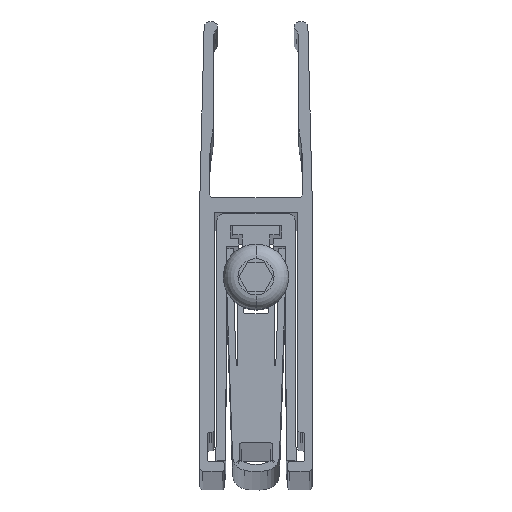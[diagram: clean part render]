
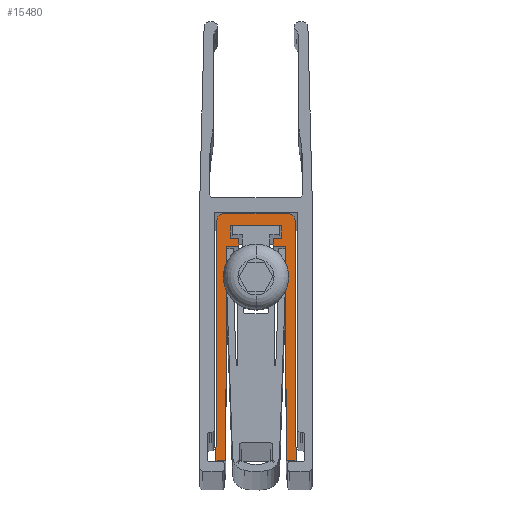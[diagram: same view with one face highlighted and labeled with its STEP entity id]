
A CAD part, top view. The second image highlights one B-rep face of the part: STEP entity #15480.
In plain terms, the highlighted planar face has unit normal (0, 0, 1).
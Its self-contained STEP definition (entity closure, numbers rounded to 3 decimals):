
#229 = VECTOR ( 'NONE', #22373, 1000. ) ;
#297 = CARTESIAN_POINT ( 'NONE',  ( 4.1, -25.3, 1084. ) ) ;
#621 = EDGE_CURVE ( 'NONE', #35015, #21919, #24645, .T. ) ;
#641 = CARTESIAN_POINT ( 'NONE',  ( -1.75, -2.55, 1084. ) ) ;
#709 = CARTESIAN_POINT ( 'NONE',  ( 1.75, -2.55, 1084. ) ) ;
#1022 = CARTESIAN_POINT ( 'NONE',  ( 1.75, -2.55, 1084. ) ) ;
#1269 = ORIENTED_EDGE ( 'NONE', *, *, #22739, .T. ) ;
#1542 = CARTESIAN_POINT ( 'NONE',  ( 2.65, -2.55, 1084. ) ) ;
#2058 = ORIENTED_EDGE ( 'NONE', *, *, #3436, .T. ) ;
#2514 = CIRCLE ( 'NONE', #11790, 0.7 ) ;
#2919 = VERTEX_POINT ( 'NONE', #297 ) ;
#3436 = EDGE_CURVE ( 'NONE', #22429, #25352, #21923, .T. ) ;
#3783 = CARTESIAN_POINT ( 'NONE',  ( -1.75, -2.55, 1084. ) ) ;
#3944 = VECTOR ( 'NONE', #18214, 1000. ) ;
#4260 = VECTOR ( 'NONE', #37232, 1000. ) ;
#4537 = EDGE_CURVE ( 'NONE', #21919, #28491, #23753, .T. ) ;
#4541 = CARTESIAN_POINT ( 'NONE',  ( -2.65, -1.25, 1084. ) ) ;
#4569 = CARTESIAN_POINT ( 'NONE',  ( 3.303, -0.7, 1084. ) ) ;
#4965 = DIRECTION ( 'NONE',  ( 0.004, 1., 0. ) ) ;
#5078 = CARTESIAN_POINT ( 'NONE',  ( -4.003, -0.697, 1084. ) ) ;
#5096 = CARTESIAN_POINT ( 'NONE',  ( 2.65, -1.25, 1084. ) ) ;
#5841 = LINE ( 'NONE', #26534, #25467 ) ;
#5886 = EDGE_CURVE ( 'NONE', #25352, #25676, #6731, .T. ) ;
#6001 = CARTESIAN_POINT ( 'NONE',  ( 1.75, -3.35, 1084. ) ) ;
#6547 = VERTEX_POINT ( 'NONE', #32755 ) ;
#6731 = LINE ( 'NONE', #12340, #25397 ) ;
#7193 = CARTESIAN_POINT ( 'NONE',  ( 3.1, -25.304, 1084. ) ) ;
#7588 = CARTESIAN_POINT ( 'NONE',  ( 4.003, -0.697, 1084. ) ) ;
#8731 = DIRECTION ( 'NONE',  ( 1., -0.004, 0. ) ) ;
#8826 = ORIENTED_EDGE ( 'NONE', *, *, #34847, .T. ) ;
#9006 = CARTESIAN_POINT ( 'NONE',  ( 4.003, -0.697, 1084. ) ) ;
#9142 = EDGE_CURVE ( 'NONE', #10830, #29655, #2514, .T. ) ;
#9228 = CARTESIAN_POINT ( 'NONE',  ( -3.303, 0., 1084. ) ) ;
#9259 = CARTESIAN_POINT ( 'NONE',  ( -2.65, -2.55, 1084. ) ) ;
#9433 = DIRECTION ( 'NONE',  ( -1., 0., 0. ) ) ;
#10281 = DIRECTION ( 'NONE',  ( -0.004, -1., 0. ) ) ;
#10535 = CARTESIAN_POINT ( 'NONE',  ( -3.013, -3.35, 1084. ) ) ;
#10830 = VERTEX_POINT ( 'NONE', #7588 ) ;
#10912 = ORIENTED_EDGE ( 'NONE', *, *, #621, .T. ) ;
#11119 = ORIENTED_EDGE ( 'NONE', *, *, #23414, .T. ) ;
#11201 = AXIS2_PLACEMENT_3D ( 'NONE', #13366, #37355, #22449 ) ;
#11392 = VECTOR ( 'NONE', #25762, 1000. ) ;
#11694 = ORIENTED_EDGE ( 'NONE', *, *, #5886, .T. ) ;
#11790 = AXIS2_PLACEMENT_3D ( 'NONE', #4569, #34175, #24881 ) ;
#11906 = ORIENTED_EDGE ( 'NONE', *, *, #23945, .T. ) ;
#12213 = LINE ( 'NONE', #18404, #3944 ) ;
#12292 = LINE ( 'NONE', #24099, #33129 ) ;
#12340 = CARTESIAN_POINT ( 'NONE',  ( -2.65, -2.55, 1084. ) ) ;
#12505 = DIRECTION ( 'NONE',  ( 1., 0.004, 0. ) ) ;
#13296 = ORIENTED_EDGE ( 'NONE', *, *, #25284, .T. ) ;
#13366 = CARTESIAN_POINT ( 'NONE',  ( -3.303, -0.7, 1084. ) ) ;
#13861 = LINE ( 'NONE', #30703, #229 ) ;
#14855 = LINE ( 'NONE', #26309, #29780 ) ;
#15013 = CARTESIAN_POINT ( 'NONE',  ( 3.303, 0., 1084. ) ) ;
#15480 = ADVANCED_FACE ( 'NONE', ( #25173 ), #16630, .F. ) ;
#15735 = VERTEX_POINT ( 'NONE', #9228 ) ;
#16630 = PLANE ( 'NONE',  #11201 ) ;
#16706 = VECTOR ( 'NONE', #32639, 1000. ) ;
#16852 = LINE ( 'NONE', #37195, #19939 ) ;
#16971 = VECTOR ( 'NONE', #30093, 1000. ) ;
#17178 = DIRECTION ( 'NONE',  ( -1., 0., 0. ) ) ;
#17822 = VERTEX_POINT ( 'NONE', #10535 ) ;
#18097 = ORIENTED_EDGE ( 'NONE', *, *, #31658, .T. ) ;
#18149 = EDGE_CURVE ( 'NONE', #27280, #23252, #5841, .T. ) ;
#18214 = DIRECTION ( 'NONE',  ( 1., 0., 0. ) ) ;
#18222 = CARTESIAN_POINT ( 'NONE',  ( 3.013, -3.35, 1084. ) ) ;
#18404 = CARTESIAN_POINT ( 'NONE',  ( -3.013, -3.35, 1084. ) ) ;
#18419 = DIRECTION ( 'NONE',  ( 0., -1., 0. ) ) ;
#19276 = VECTOR ( 'NONE', #4965, 1000. ) ;
#19933 = CARTESIAN_POINT ( 'NONE',  ( 2.65, -2.55, 1084. ) ) ;
#19939 = VECTOR ( 'NONE', #10281, 1000. ) ;
#20140 = EDGE_CURVE ( 'NONE', #29655, #15735, #14855, .T. ) ;
#20276 = ORIENTED_EDGE ( 'NONE', *, *, #4537, .T. ) ;
#20526 = ORIENTED_EDGE ( 'NONE', *, *, #25468, .T. ) ;
#21384 = ORIENTED_EDGE ( 'NONE', *, *, #20140, .T. ) ;
#21402 = CARTESIAN_POINT ( 'NONE',  ( -1.75, -3.35, 1084. ) ) ;
#21425 = EDGE_CURVE ( 'NONE', #30586, #29810, #30745, .T. ) ;
#21497 = ORIENTED_EDGE ( 'NONE', *, *, #18149, .T. ) ;
#21919 = VERTEX_POINT ( 'NONE', #18222 ) ;
#21923 = LINE ( 'NONE', #641, #31548 ) ;
#22034 = EDGE_CURVE ( 'NONE', #32897, #27280, #16852, .T. ) ;
#22373 = DIRECTION ( 'NONE',  ( 0., 1., 0. ) ) ;
#22376 = VECTOR ( 'NONE', #18419, 1000. ) ;
#22429 = VERTEX_POINT ( 'NONE', #21402 ) ;
#22449 = DIRECTION ( 'NONE',  ( -1., 0., 0. ) ) ;
#22478 = LINE ( 'NONE', #25947, #11392 ) ;
#22518 = EDGE_CURVE ( 'NONE', #25676, #6547, #13861, .T. ) ;
#22739 = EDGE_CURVE ( 'NONE', #17822, #22429, #12213, .T. ) ;
#23104 = CARTESIAN_POINT ( 'NONE',  ( -4.1, -25.3, 1084. ) ) ;
#23252 = VERTEX_POINT ( 'NONE', #32407 ) ;
#23388 = DIRECTION ( 'NONE',  ( -1., 0., 0. ) ) ;
#23414 = EDGE_CURVE ( 'NONE', #6547, #23420, #31595, .T. ) ;
#23420 = VERTEX_POINT ( 'NONE', #5096 ) ;
#23753 = LINE ( 'NONE', #24525, #16706 ) ;
#23945 = EDGE_CURVE ( 'NONE', #15735, #32897, #28067, .T. ) ;
#24099 = CARTESIAN_POINT ( 'NONE',  ( 4.1, -25.3, 1084. ) ) ;
#24248 = DIRECTION ( 'NONE',  ( 0., 1., 0. ) ) ;
#24525 = CARTESIAN_POINT ( 'NONE',  ( 3.013, -3.35, 1084. ) ) ;
#24645 = LINE ( 'NONE', #28138, #4260 ) ;
#24881 = DIRECTION ( 'NONE',  ( 1., 0., 0. ) ) ;
#25173 = FACE_OUTER_BOUND ( 'NONE', #33204, .T. ) ;
#25284 = EDGE_CURVE ( 'NONE', #2919, #10830, #35529, .T. ) ;
#25295 = LINE ( 'NONE', #37110, #19276 ) ;
#25352 = VERTEX_POINT ( 'NONE', #3783 ) ;
#25357 = ORIENTED_EDGE ( 'NONE', *, *, #22518, .T. ) ;
#25397 = VECTOR ( 'NONE', #9433, 1000. ) ;
#25467 = VECTOR ( 'NONE', #8731, 1000. ) ;
#25468 = EDGE_CURVE ( 'NONE', #23420, #30586, #22478, .T. ) ;
#25676 = VERTEX_POINT ( 'NONE', #9259 ) ;
#25762 = DIRECTION ( 'NONE',  ( 0., -1., 0. ) ) ;
#25947 = CARTESIAN_POINT ( 'NONE',  ( 2.65, -1.25, 1084. ) ) ;
#26277 = DIRECTION ( 'NONE',  ( 0., 0., 1. ) ) ;
#26309 = CARTESIAN_POINT ( 'NONE',  ( -3.303, 0., 1084. ) ) ;
#26534 = CARTESIAN_POINT ( 'NONE',  ( -4.1, -25.3, 1084. ) ) ;
#27280 = VERTEX_POINT ( 'NONE', #23104 ) ;
#27293 = ORIENTED_EDGE ( 'NONE', *, *, #21425, .T. ) ;
#28067 = CIRCLE ( 'NONE', #32978, 0.7 ) ;
#28138 = CARTESIAN_POINT ( 'NONE',  ( 3.013, -3.35, 1084. ) ) ;
#28330 = DIRECTION ( 'NONE',  ( 1., 0., 0. ) ) ;
#28491 = VERTEX_POINT ( 'NONE', #7193 ) ;
#29655 = VERTEX_POINT ( 'NONE', #15013 ) ;
#29780 = VECTOR ( 'NONE', #23388, 1000. ) ;
#29810 = VERTEX_POINT ( 'NONE', #709 ) ;
#29846 = LINE ( 'NONE', #1022, #22376 ) ;
#29939 = ORIENTED_EDGE ( 'NONE', *, *, #37424, .T. ) ;
#30093 = DIRECTION ( 'NONE',  ( -0.004, 1., 0. ) ) ;
#30473 = VECTOR ( 'NONE', #33844, 1000. ) ;
#30586 = VERTEX_POINT ( 'NONE', #19933 ) ;
#30703 = CARTESIAN_POINT ( 'NONE',  ( -2.65, -1.25, 1084. ) ) ;
#30745 = LINE ( 'NONE', #1542, #30473 ) ;
#31548 = VECTOR ( 'NONE', #24248, 1000. ) ;
#31595 = LINE ( 'NONE', #4541, #37324 ) ;
#31658 = EDGE_CURVE ( 'NONE', #23252, #17822, #25295, .T. ) ;
#31868 = ORIENTED_EDGE ( 'NONE', *, *, #22034, .T. ) ;
#32074 = CARTESIAN_POINT ( 'NONE',  ( -3.303, -0.7, 1084. ) ) ;
#32407 = CARTESIAN_POINT ( 'NONE',  ( -3.1, -25.304, 1084. ) ) ;
#32639 = DIRECTION ( 'NONE',  ( 0.004, -1., 0. ) ) ;
#32755 = CARTESIAN_POINT ( 'NONE',  ( -2.65, -1.25, 1084. ) ) ;
#32897 = VERTEX_POINT ( 'NONE', #5078 ) ;
#32978 = AXIS2_PLACEMENT_3D ( 'NONE', #32074, #26277, #17178 ) ;
#33129 = VECTOR ( 'NONE', #12505, 1000. ) ;
#33204 = EDGE_LOOP ( 'NONE', ( #11694, #25357, #11119, #20526, #27293, #8826, #10912, #20276, #29939, #13296, #34004, #21384, #11906, #31868, #21497, #18097, #1269, #2058 ) ) ;
#33844 = DIRECTION ( 'NONE',  ( -1., 0., 0. ) ) ;
#34004 = ORIENTED_EDGE ( 'NONE', *, *, #9142, .T. ) ;
#34175 = DIRECTION ( 'NONE',  ( 0., 0., 1. ) ) ;
#34847 = EDGE_CURVE ( 'NONE', #29810, #35015, #29846, .T. ) ;
#35015 = VERTEX_POINT ( 'NONE', #6001 ) ;
#35529 = LINE ( 'NONE', #9006, #16971 ) ;
#37110 = CARTESIAN_POINT ( 'NONE',  ( -3.013, -3.35, 1084. ) ) ;
#37195 = CARTESIAN_POINT ( 'NONE',  ( -4.003, -0.697, 1084. ) ) ;
#37232 = DIRECTION ( 'NONE',  ( 1., 0., 0. ) ) ;
#37324 = VECTOR ( 'NONE', #28330, 1000. ) ;
#37355 = DIRECTION ( 'NONE',  ( 0., 0., -1. ) ) ;
#37424 = EDGE_CURVE ( 'NONE', #28491, #2919, #12292, .T. ) ;
